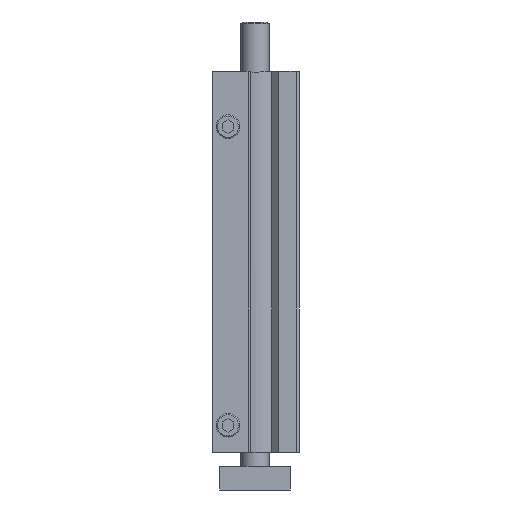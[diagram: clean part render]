
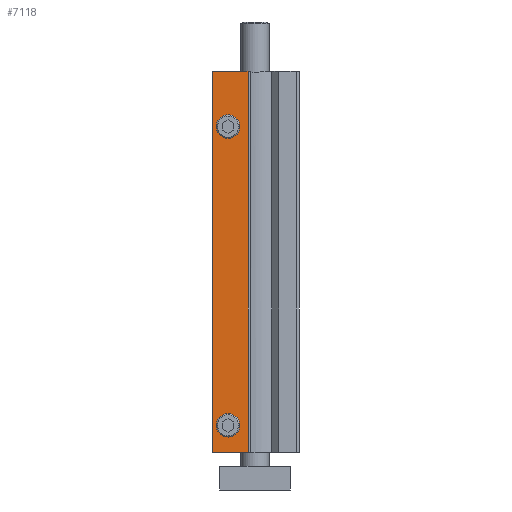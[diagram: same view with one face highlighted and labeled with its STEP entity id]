
A CAD part, left-side view. The second image highlights one B-rep face of the part: STEP entity #7118.
In plain terms, the highlighted planar face has unit normal (-1, 0, 0).
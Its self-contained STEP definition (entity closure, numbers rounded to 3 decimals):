
#303=LINE('',#11417,#798);
#324=LINE('',#11473,#819);
#415=LINE('',#11911,#910);
#421=LINE('',#11940,#916);
#798=VECTOR('',#9140,10.);
#819=VECTOR('',#9179,10.);
#910=VECTOR('',#9556,10.);
#916=VECTOR('',#9588,10.);
#1285=FACE_BOUND('',#1898,.T.);
#1286=FACE_BOUND('',#1899,.T.);
#1490=FACE_OUTER_BOUND('',#1897,.T.);
#1897=EDGE_LOOP('',(#5394,#5395,#5396,#5397));
#1898=EDGE_LOOP('',(#5398,#5399));
#1899=EDGE_LOOP('',(#5400,#5401));
#2315=CIRCLE('',#7700,5.);
#2316=CIRCLE('',#7701,5.);
#2320=CIRCLE('',#7708,5.);
#2321=CIRCLE('',#7709,5.);
#2797=VERTEX_POINT('',#11141);
#2798=VERTEX_POINT('',#11143);
#2802=VERTEX_POINT('',#11156);
#2803=VERTEX_POINT('',#11158);
#2834=VERTEX_POINT('',#11262);
#2911=VERTEX_POINT('',#11415);
#2936=VERTEX_POINT('',#11470);
#2937=VERTEX_POINT('',#11472);
#3579=EDGE_CURVE('',#2798,#2797,#2315,.T.);
#3580=EDGE_CURVE('',#2797,#2798,#2316,.T.);
#3586=EDGE_CURVE('',#2803,#2802,#2320,.T.);
#3587=EDGE_CURVE('',#2802,#2803,#2321,.T.);
#3713=EDGE_CURVE('',#2911,#2834,#303,.T.);
#3740=EDGE_CURVE('',#2936,#2937,#324,.T.);
#3935=EDGE_CURVE('',#2834,#2936,#415,.T.);
#3950=EDGE_CURVE('',#2911,#2937,#421,.T.);
#5394=ORIENTED_EDGE('',*,*,#3713,.F.);
#5395=ORIENTED_EDGE('',*,*,#3950,.T.);
#5396=ORIENTED_EDGE('',*,*,#3740,.F.);
#5397=ORIENTED_EDGE('',*,*,#3935,.F.);
#5398=ORIENTED_EDGE('',*,*,#3579,.T.);
#5399=ORIENTED_EDGE('',*,*,#3580,.T.);
#5400=ORIENTED_EDGE('',*,*,#3586,.T.);
#5401=ORIENTED_EDGE('',*,*,#3587,.T.);
#6458=PLANE('',#7933);
#7118=ADVANCED_FACE('',(#1490,#1285,#1286),#6458,.T.);
#7700=AXIS2_PLACEMENT_3D('',#11144,#8911,#8912);
#7701=AXIS2_PLACEMENT_3D('',#11145,#8913,#8914);
#7708=AXIS2_PLACEMENT_3D('',#11159,#8929,#8930);
#7709=AXIS2_PLACEMENT_3D('',#11160,#8931,#8932);
#7933=AXIS2_PLACEMENT_3D('',#11939,#9586,#9587);
#8911=DIRECTION('center_axis',(1.,0.,0.));
#8912=DIRECTION('ref_axis',(0.,0.,1.));
#8913=DIRECTION('center_axis',(1.,0.,0.));
#8914=DIRECTION('ref_axis',(0.,0.,1.));
#8929=DIRECTION('center_axis',(1.,0.,0.));
#8930=DIRECTION('ref_axis',(0.,0.,1.));
#8931=DIRECTION('center_axis',(1.,0.,0.));
#8932=DIRECTION('ref_axis',(0.,0.,1.));
#9140=DIRECTION('',(0.,1.,0.));
#9179=DIRECTION('',(0.,-1.,0.));
#9556=DIRECTION('',(0.,0.,1.));
#9586=DIRECTION('center_axis',(-1.,0.,0.));
#9587=DIRECTION('ref_axis',(0.,-1.,0.));
#9588=DIRECTION('',(0.,0.,1.));
#11141=CARTESIAN_POINT('',(-41.5,11.5,133.5));
#11143=CARTESIAN_POINT('',(-41.5,11.5,143.5));
#11144=CARTESIAN_POINT('Origin',(-41.5,11.5,138.5));
#11145=CARTESIAN_POINT('Origin',(-41.5,11.5,138.5));
#11156=CARTESIAN_POINT('',(-41.5,11.5,6.5));
#11158=CARTESIAN_POINT('',(-41.5,11.5,16.5));
#11159=CARTESIAN_POINT('Origin',(-41.5,11.5,11.5));
#11160=CARTESIAN_POINT('Origin',(-41.5,11.5,11.5));
#11262=CARTESIAN_POINT('',(-41.5,18.,0.));
#11415=CARTESIAN_POINT('',(-41.5,3.,0.));
#11417=CARTESIAN_POINT('',(-41.5,3.,0.));
#11470=CARTESIAN_POINT('',(-41.5,18.,162.));
#11472=CARTESIAN_POINT('',(-41.5,3.,162.));
#11473=CARTESIAN_POINT('',(-41.5,3.,162.));
#11911=CARTESIAN_POINT('',(-41.5,18.,0.));
#11939=CARTESIAN_POINT('Origin',(-41.5,18.,0.));
#11940=CARTESIAN_POINT('',(-41.5,3.,0.));
